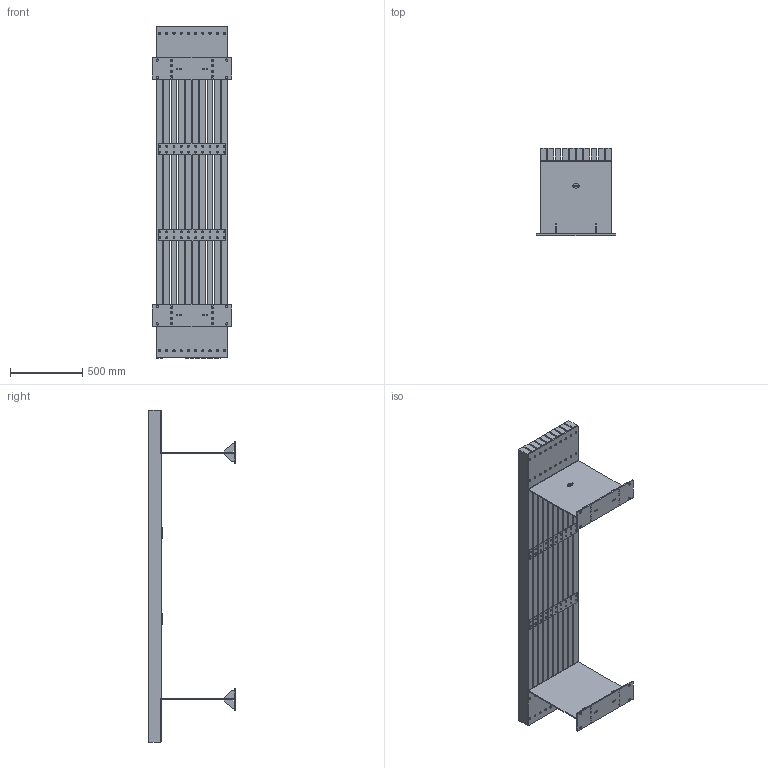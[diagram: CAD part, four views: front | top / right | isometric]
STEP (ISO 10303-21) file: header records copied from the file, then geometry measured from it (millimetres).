
FILE_DESCRIPTION (( 'STEP AP203' ), '1' );
FILE_NAME ('BOBE_2300S.STEP', '2021-03-04T07:05:37', ( '' ), ( '' ), 'SwSTEP 2.0', 'SolidWorks 2020', '' );
FILE_SCHEMA (( 'CONFIG_CONTROL_DESIGN' ));
Length unit declared in the file: millimetre
Products named in the file (9): BOBE_2300S; FURNS Brandtag sticker; BOBE_Floor plate reinf; BOBE_Side plate 490; BOBE_Floor plate 490; BOBE_Reinf strip 490; BOBE_Base 490; BOBE_Wood 2300
Assembly tree (27 placements, depth 3):
  BOBE_2300S
    BOBE_Base 490
      BOBE_Side plate 490
      BOBE_Floor plate 490
      BOBE_Floor plate reinf  x4
    BOBE_Base 490
      BOBE_Side plate 490
      BOBE_Floor plate 490
      BOBE_Floor plate reinf  x4
    BOBE_Wood 2300  x10
    BOBE_Reinf strip 490  x2
    FURNS Brandtag sticker
Bounding box: 550 x 600 x 2300 mm (x, y, z)
Volume: 88883377 mm3; surface area: 8141265.2 mm2
Topology: 25 solids, 25 shells, 1037 faces, 2725 edges, 1758 vertices
Faces by surface type: plane 566, cylinder 225, cone 160, bspline 86
Entity records: 21125 total; most frequent: CARTESIAN_POINT 4554, ORIENTED_EDGE 3256, DIRECTION 2850, EDGE_CURVE 1628, VECTOR 1162, LINE 1162, VERTEX_POINT 1056, AXIS2_PLACEMENT_3D 844
